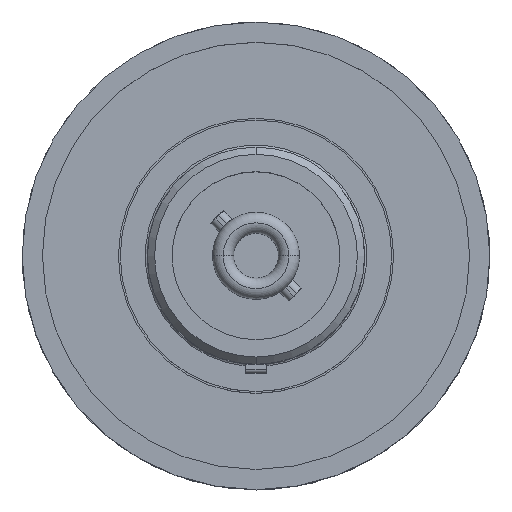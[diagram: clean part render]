
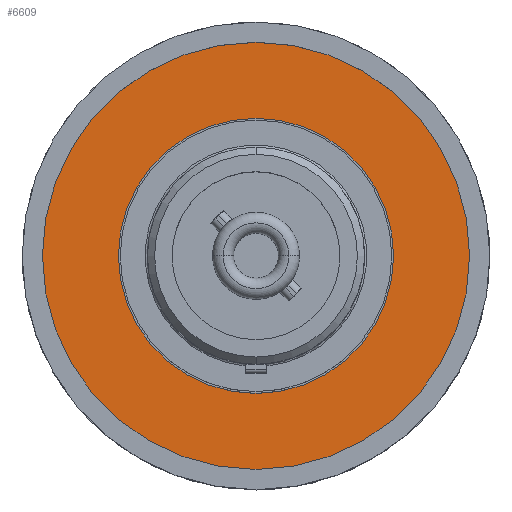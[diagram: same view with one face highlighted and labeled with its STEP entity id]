
A CAD part, top view. The second image highlights one B-rep face of the part: STEP entity #6609.
In plain terms, the highlighted planar face has unit normal (0, 0, 1).
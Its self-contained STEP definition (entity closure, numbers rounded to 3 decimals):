
#898=CARTESIAN_POINT('',(0.,0.,-15.5));
#899=DIRECTION('',(0.,0.,-1.));
#900=DIRECTION('',(1.,0.,0.));
#901=AXIS2_PLACEMENT_3D('',#898,#899,#900);
#920=CARTESIAN_POINT('',(0.,0.,-15.5));
#921=DIRECTION('',(0.,0.,1.));
#922=DIRECTION('',(1.,0.,0.));
#923=AXIS2_PLACEMENT_3D('',#920,#921,#922);
#928=CARTESIAN_POINT('',(0.,0.,-15.5));
#929=DIRECTION('',(0.,0.,-1.));
#930=DIRECTION('',(1.,0.,0.));
#931=AXIS2_PLACEMENT_3D('',#928,#929,#930);
#936=CARTESIAN_POINT('',(0.,0.,-15.5));
#937=DIRECTION('',(0.,0.,1.));
#938=DIRECTION('',(1.,0.,0.));
#939=AXIS2_PLACEMENT_3D('',#936,#937,#938);
#4835=CARTESIAN_POINT('',(19.,0.,-15.5));
#4836=CARTESIAN_POINT('',(-19.,0.,-15.5));
#4837=VERTEX_POINT('',#4835);
#4838=VERTEX_POINT('',#4836);
#4839=CARTESIAN_POINT('',(29.5,0.,-15.5));
#4840=CARTESIAN_POINT('',(-29.5,0.,-15.5));
#4841=VERTEX_POINT('',#4839);
#4842=VERTEX_POINT('',#4840);
#6594=CARTESIAN_POINT('',(0.,0.,-15.5));
#6595=DIRECTION('',(0.,0.,-1.));
#6596=DIRECTION('',(1.,0.,0.));
#6597=AXIS2_PLACEMENT_3D('',#6594,#6595,#6596);
#6598=PLANE('',#6597);
#6600=ORIENTED_EDGE('',*,*,#6599,.T.);
#6602=ORIENTED_EDGE('',*,*,#6601,.F.);
#6603=EDGE_LOOP('',(#6600,#6602));
#6604=FACE_OUTER_BOUND('',#6603,.F.);
#6605=ORIENTED_EDGE('',*,*,#6577,.T.);
#6606=ORIENTED_EDGE('',*,*,#6549,.F.);
#6607=EDGE_LOOP('',(#6605,#6606));
#6608=FACE_BOUND('',#6607,.F.);
#6609=ADVANCED_FACE('',(#6604,#6608),#6598,.F.);
#902=CIRCLE('',#901,19.);
#924=CIRCLE('',#923,19.);
#932=CIRCLE('',#931,29.5);
#940=CIRCLE('',#939,29.5);
#6549=EDGE_CURVE('',#4837,#4838,#902,.T.);
#6577=EDGE_CURVE('',#4837,#4838,#924,.T.);
#6599=EDGE_CURVE('',#4841,#4842,#932,.T.);
#6601=EDGE_CURVE('',#4841,#4842,#940,.T.);
